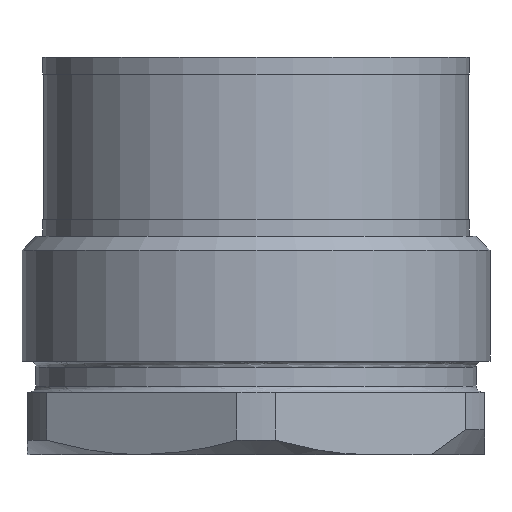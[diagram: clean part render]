
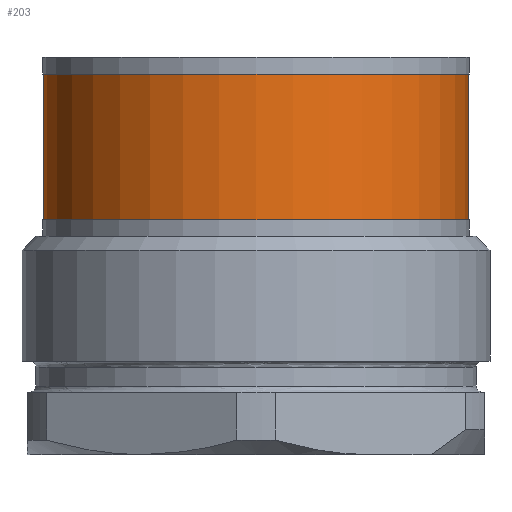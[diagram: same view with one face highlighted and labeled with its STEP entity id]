
A CAD part, front view. The second image highlights one B-rep face of the part: STEP entity #203.
In plain terms, the highlighted cylindrical face has radius 10.2 mm (diameter 20.4 mm), a full revolution.
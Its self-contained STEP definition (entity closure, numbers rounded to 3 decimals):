
#103=CYLINDRICAL_SURFACE('',#1504,10.2);
#154=FACE_BOUND('',#312,.T.);
#155=FACE_BOUND('',#313,.T.);
#203=ADVANCED_FACE('',(#154,#155),#103,.T.);
#312=EDGE_LOOP('',(#479));
#313=EDGE_LOOP('',(#480));
#479=ORIENTED_EDGE('',*,*,#643,.T.);
#480=ORIENTED_EDGE('',*,*,#636,.T.);
#551=VERTEX_POINT('',#2383);
#558=VERTEX_POINT('',#2403);
#636=EDGE_CURVE('',#551,#551,#710,.T.);
#643=EDGE_CURVE('',#558,#558,#717,.T.);
#710=CIRCLE('',#1490,10.2);
#717=CIRCLE('',#1503,10.2);
#1490=AXIS2_PLACEMENT_3D('',#2382,#1772,#1773);
#1503=AXIS2_PLACEMENT_3D('',#2402,#1798,#1799);
#1504=AXIS2_PLACEMENT_3D('',#2404,#1800,#1801);
#1772=DIRECTION('',(0.,0.,1.));
#1773=DIRECTION('',(1.,0.,0.));
#1798=DIRECTION('',(0.,0.,-1.));
#1799=DIRECTION('',(1.,0.,0.));
#1800=DIRECTION('',(0.,0.,1.));
#1801=DIRECTION('',(1.,0.,0.));
#2382=CARTESIAN_POINT('',(0.,0.,
11.3));
#2383=CARTESIAN_POINT('',(10.2,0.,11.3));
#2402=CARTESIAN_POINT('',(0.,0.,
18.3));
#2403=CARTESIAN_POINT('',(10.2,0.,18.3));
#2404=CARTESIAN_POINT('',(0.,0.,
11.3));
